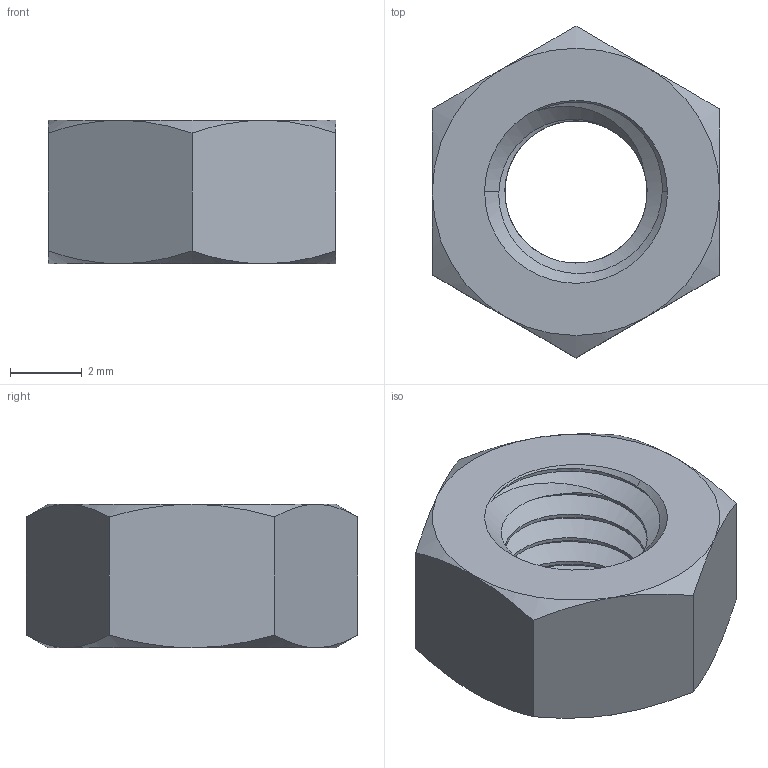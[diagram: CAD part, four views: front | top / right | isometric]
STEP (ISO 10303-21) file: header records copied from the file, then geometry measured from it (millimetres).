
FILE_DESCRIPTION (( 'STEP AP203' ), '1' );
FILE_NAME ('90591A260_Zinc-Plated Steel Hex Nut.STEP', '2021-09-15T01:01:24', ( 'Administrator' ), ( 'Managed by Terraform' ), 'SwSTEP 2.0', 'SolidWorks 2017', '' );
FILE_SCHEMA (( 'CONFIG_CONTROL_DESIGN' ));
Length unit declared in the file: inch
Products named in the file (1): 90591A260_Zinc-Plated Steel Hex Nut
Bounding box: 8 x 9.24 x 4 mm (x, y, z)
Volume: 155.3 mm3; surface area: 272.7 mm2
Topology: 1 solids, 1 shells, 39 faces, 103 edges, 66 vertices
Faces by surface type: cone 17, cylinder 11, plane 8, bspline 3
Entity records: 2341 total; most frequent: CARTESIAN_POINT 1446, ORIENTED_EDGE 206, DIRECTION 127, EDGE_CURVE 103, VERTEX_POINT 66, AXIS2_PLACEMENT_3D 53, B_SPLINE_CURVE_WITH_KNOTS 42, EDGE_LOOP 41
